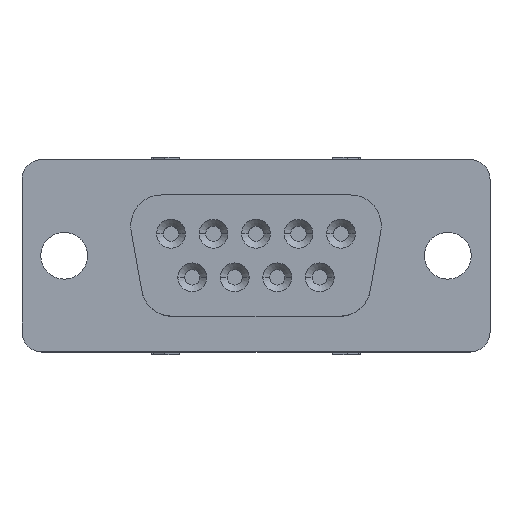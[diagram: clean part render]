
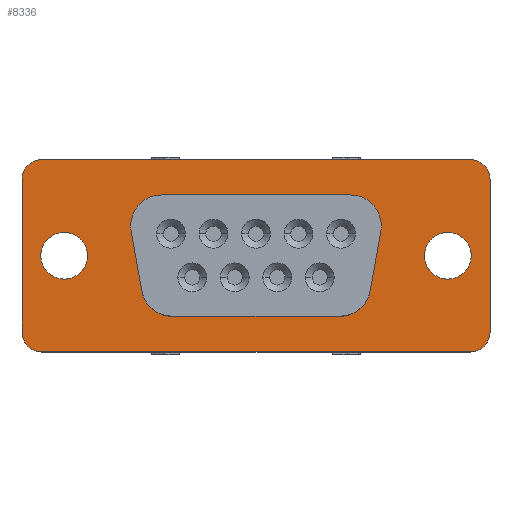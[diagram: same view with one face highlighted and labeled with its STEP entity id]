
A CAD part, top view. The second image highlights one B-rep face of the part: STEP entity #8336.
In plain terms, the highlighted planar face has unit normal (0, 0, 1).
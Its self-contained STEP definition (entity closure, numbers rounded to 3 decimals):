
#753=PLANE('',#8906);
#904=CIRCLE('',#8482,2.);
#907=CIRCLE('',#8486,2.);
#935=CIRCLE('',#8533,1.525);
#937=CIRCLE('',#8536,1.525);
#940=CIRCLE('',#8540,1.525);
#942=CIRCLE('',#8543,1.525);
#1042=CIRCLE('',#8879,2.);
#1044=CIRCLE('',#8883,2.);
#1047=CIRCLE('',#8887,2.);
#1048=CIRCLE('',#8890,2.);
#1050=CIRCLE('',#8895,1.3);
#1051=CIRCLE('',#8898,1.3);
#1052=CIRCLE('',#8901,1.3);
#1053=CIRCLE('',#8904,1.3);
#1098=VERTEX_POINT('',#10962);
#1100=VERTEX_POINT('',#10965);
#1103=VERTEX_POINT('',#10972);
#1105=VERTEX_POINT('',#10976);
#1160=VERTEX_POINT('',#11115);
#1162=VERTEX_POINT('',#11118);
#1164=VERTEX_POINT('',#11124);
#1166=VERTEX_POINT('',#11127);
#1552=VERTEX_POINT('',#12359);
#1554=VERTEX_POINT('',#12365);
#1556=VERTEX_POINT('',#12371);
#1559=VERTEX_POINT('',#12379);
#1560=VERTEX_POINT('',#12383);
#1562=VERTEX_POINT('',#12389);
#1564=VERTEX_POINT('',#12399);
#1565=VERTEX_POINT('',#12400);
#1566=VERTEX_POINT('',#12405);
#1567=VERTEX_POINT('',#12409);
#1568=VERTEX_POINT('',#12413);
#1569=VERTEX_POINT('',#12417);
#1570=VERTEX_POINT('',#12421);
#1571=VERTEX_POINT('',#12425);
#2394=VECTOR('',#10256,1.);
#2397=VECTOR('',#10266,1.);
#2402=VECTOR('',#10284,1.);
#2406=VECTOR('',#10295,1.);
#2410=VECTOR('',#10305,1.);
#2413=VECTOR('',#10313,1.);
#2416=VECTOR('',#10321,1.);
#2419=VECTOR('',#10329,1.);
#3337=LINE('',#12355,#2394);
#3340=LINE('',#12364,#2397);
#3345=LINE('',#12382,#2402);
#3349=LINE('',#12394,#2406);
#3353=LINE('',#12404,#2410);
#3356=LINE('',#12412,#2413);
#3359=LINE('',#12420,#2416);
#3362=LINE('',#12428,#2419);
#3737=EDGE_CURVE('',#1100,#1098,#904,.T.);
#3743=EDGE_CURVE('',#1103,#1105,#907,.T.);
#3808=EDGE_CURVE('',#1162,#1160,#935,.T.);
#3812=EDGE_CURVE('',#1166,#1164,#937,.T.);
#3816=EDGE_CURVE('',#1164,#1166,#940,.T.);
#3818=EDGE_CURVE('',#1160,#1162,#942,.T.);
#4418=EDGE_CURVE('',#1105,#1100,#3337,.T.);
#4420=EDGE_CURVE('',#1552,#1103,#1042,.T.);
#4423=EDGE_CURVE('',#1554,#1552,#3340,.T.);
#4426=EDGE_CURVE('',#1556,#1554,#1044,.T.);
#4431=EDGE_CURVE('',#1098,#1559,#1047,.T.);
#4432=EDGE_CURVE('',#1559,#1560,#3345,.T.);
#4435=EDGE_CURVE('',#1560,#1562,#1048,.T.);
#4438=EDGE_CURVE('',#1562,#1556,#3349,.T.);
#4440=EDGE_CURVE('',#1564,#1565,#1050,.T.);
#4443=EDGE_CURVE('',#1565,#1566,#3353,.T.);
#4445=EDGE_CURVE('',#1566,#1567,#1051,.T.);
#4447=EDGE_CURVE('',#1567,#1568,#3356,.T.);
#4449=EDGE_CURVE('',#1568,#1569,#1052,.T.);
#4451=EDGE_CURVE('',#1569,#1570,#3359,.T.);
#4453=EDGE_CURVE('',#1570,#1571,#1053,.T.);
#4455=EDGE_CURVE('',#1571,#1564,#3362,.T.);
#6291=ORIENTED_EDGE('',*,*,#3812,.T.);
#6292=ORIENTED_EDGE('',*,*,#3816,.T.);
#6293=ORIENTED_EDGE('',*,*,#3808,.T.);
#6294=ORIENTED_EDGE('',*,*,#3818,.T.);
#6295=ORIENTED_EDGE('',*,*,#4426,.T.);
#6296=ORIENTED_EDGE('',*,*,#4423,.T.);
#6297=ORIENTED_EDGE('',*,*,#4420,.T.);
#6298=ORIENTED_EDGE('',*,*,#3743,.T.);
#6299=ORIENTED_EDGE('',*,*,#4418,.T.);
#6300=ORIENTED_EDGE('',*,*,#3737,.T.);
#6301=ORIENTED_EDGE('',*,*,#4431,.T.);
#6302=ORIENTED_EDGE('',*,*,#4432,.T.);
#6303=ORIENTED_EDGE('',*,*,#4435,.T.);
#6304=ORIENTED_EDGE('',*,*,#4438,.T.);
#6305=ORIENTED_EDGE('',*,*,#4440,.F.);
#6306=ORIENTED_EDGE('',*,*,#4455,.F.);
#6307=ORIENTED_EDGE('',*,*,#4453,.F.);
#6308=ORIENTED_EDGE('',*,*,#4451,.F.);
#6309=ORIENTED_EDGE('',*,*,#4449,.F.);
#6310=ORIENTED_EDGE('',*,*,#4447,.F.);
#6311=ORIENTED_EDGE('',*,*,#4445,.F.);
#6312=ORIENTED_EDGE('',*,*,#4443,.F.);
#7453=EDGE_LOOP('',(#6291,#6292));
#7454=EDGE_LOOP('',(#6293,#6294));
#7455=EDGE_LOOP('',(#6295,#6296,#6297,#6298,#6299,#6300,#6301,#6302,#6303,
#6304));
#7456=EDGE_LOOP('',(#6305,#6306,#6307,#6308,#6309,#6310,#6311,#6312));
#7910=FACE_BOUND('',#7453,.T.);
#7911=FACE_BOUND('',#7454,.T.);
#7912=FACE_BOUND('',#7455,.T.);
#7913=FACE_BOUND('',#7456,.T.);
#8336=ADVANCED_FACE('',(#7910,#7911,#7912,#7913),#753,.T.);
#8482=AXIS2_PLACEMENT_3D('',#10964,#9104,#9105);
#8486=AXIS2_PLACEMENT_3D('',#10977,#9115,#9116);
#8533=AXIS2_PLACEMENT_3D('',#11117,#9246,#9247);
#8536=AXIS2_PLACEMENT_3D('',#11126,#9254,#9255);
#8540=AXIS2_PLACEMENT_3D('',#11133,#9263,#9264);
#8543=AXIS2_PLACEMENT_3D('',#11136,#9269,#9270);
#8879=AXIS2_PLACEMENT_3D('',#12358,#10260,#10261);
#8883=AXIS2_PLACEMENT_3D('',#12370,#10271,#10272);
#8887=AXIS2_PLACEMENT_3D('',#12380,#10281,#10282);
#8890=AXIS2_PLACEMENT_3D('',#12388,#10289,#10290);
#8895=AXIS2_PLACEMENT_3D('',#12398,#10300,#10301);
#8898=AXIS2_PLACEMENT_3D('',#12408,#10309,#10310);
#8901=AXIS2_PLACEMENT_3D('',#12416,#10317,#10318);
#8904=AXIS2_PLACEMENT_3D('',#12424,#10325,#10326);
#8906=AXIS2_PLACEMENT_3D('',#12429,#10330,$);
#9104=DIRECTION('',(0.,0.,-1.));
#9105=DIRECTION('',(2.,0.,0.));
#9115=DIRECTION('',(0.,0.,-1.));
#9116=DIRECTION('',(2.,0.,0.));
#9246=DIRECTION('',(0.,0.,-1.));
#9247=DIRECTION('',(1.525,0.,0.));
#9254=DIRECTION('',(0.,0.,-1.));
#9255=DIRECTION('',(1.525,0.,0.));
#9263=DIRECTION('',(0.,0.,-1.));
#9264=DIRECTION('',(1.525,0.,0.));
#9269=DIRECTION('',(0.,0.,-1.));
#9270=DIRECTION('',(1.525,0.,0.));
#10256=DIRECTION('',(1.,0.,0.));
#10260=DIRECTION('',(0.,0.,-1.));
#10261=DIRECTION('',(2.,0.,0.));
#10266=DIRECTION('',(-0.174,0.985,0.));
#10271=DIRECTION('',(0.,0.,-1.));
#10272=DIRECTION('',(2.,0.,0.));
#10281=DIRECTION('',(0.,0.,-1.));
#10282=DIRECTION('',(2.,0.,0.));
#10284=DIRECTION('',(-0.174,-0.985,0.));
#10289=DIRECTION('',(0.,0.,-1.));
#10290=DIRECTION('',(2.,0.,0.));
#10295=DIRECTION('',(-1.,0.,0.));
#10300=DIRECTION('',(0.,0.,-1.));
#10301=DIRECTION('',(1.3,0.,0.));
#10305=DIRECTION('',(0.,1.,0.));
#10309=DIRECTION('',(0.,0.,-1.));
#10310=DIRECTION('',(1.3,0.,0.));
#10313=DIRECTION('',(1.,0.,0.));
#10317=DIRECTION('',(0.,0.,-1.));
#10318=DIRECTION('',(1.3,0.,0.));
#10321=DIRECTION('',(0.,-1.,0.));
#10325=DIRECTION('',(0.,0.,-1.));
#10326=DIRECTION('',(1.3,0.,0.));
#10329=DIRECTION('',(-1.,0.,0.));
#10330=DIRECTION('',(0.,0.,1.));
#10962=CARTESIAN_POINT('',(8.165,1.95,0.));
#10964=CARTESIAN_POINT('',(6.165,1.95,0.));
#10965=CARTESIAN_POINT('',(6.165,3.95,0.));
#10972=CARTESIAN_POINT('',(-8.165,1.95,0.));
#10976=CARTESIAN_POINT('',(-6.165,3.95,0.));
#10977=CARTESIAN_POINT('',(-6.165,1.95,0.));
#11115=CARTESIAN_POINT('',(-10.975,0.,0.));
#11117=CARTESIAN_POINT('',(-12.5,0.,0.));
#11118=CARTESIAN_POINT('',(-14.025,0.,0.));
#11124=CARTESIAN_POINT('',(14.025,0.,0.));
#11126=CARTESIAN_POINT('',(12.5,0.,0.));
#11127=CARTESIAN_POINT('',(10.975,0.,0.));
#11133=CARTESIAN_POINT('',(12.5,0.,0.));
#11136=CARTESIAN_POINT('',(-12.5,0.,0.));
#12355=CARTESIAN_POINT('',(-6.165,3.95,0.));
#12358=CARTESIAN_POINT('',(-6.165,1.95,0.));
#12359=CARTESIAN_POINT('',(-8.135,1.603,0.));
#12364=CARTESIAN_POINT('',(-7.447,-2.297,0.));
#12365=CARTESIAN_POINT('',(-7.447,-2.297,0.));
#12370=CARTESIAN_POINT('',(-5.477,-1.95,0.));
#12371=CARTESIAN_POINT('',(-5.477,-3.95,0.));
#12379=CARTESIAN_POINT('',(8.135,1.603,0.));
#12380=CARTESIAN_POINT('',(6.165,1.95,0.));
#12382=CARTESIAN_POINT('',(8.135,1.603,0.));
#12383=CARTESIAN_POINT('',(7.447,-2.297,0.));
#12388=CARTESIAN_POINT('',(5.477,-1.95,0.));
#12389=CARTESIAN_POINT('',(5.477,-3.95,0.));
#12394=CARTESIAN_POINT('',(5.477,-3.95,0.));
#12398=CARTESIAN_POINT('',(-13.95,-4.975,0.));
#12399=CARTESIAN_POINT('',(-13.95,-6.275,0.));
#12400=CARTESIAN_POINT('',(-15.25,-4.975,0.));
#12404=CARTESIAN_POINT('',(-15.25,-4.975,0.));
#12405=CARTESIAN_POINT('',(-15.25,4.975,0.));
#12408=CARTESIAN_POINT('',(-13.95,4.975,0.));
#12409=CARTESIAN_POINT('',(-13.95,6.275,0.));
#12412=CARTESIAN_POINT('',(-13.95,6.275,0.));
#12413=CARTESIAN_POINT('',(13.95,6.275,0.));
#12416=CARTESIAN_POINT('',(13.95,4.975,0.));
#12417=CARTESIAN_POINT('',(15.25,4.975,0.));
#12420=CARTESIAN_POINT('',(15.25,4.975,0.));
#12421=CARTESIAN_POINT('',(15.25,-4.975,0.));
#12424=CARTESIAN_POINT('',(13.95,-4.975,0.));
#12425=CARTESIAN_POINT('',(13.95,-6.275,0.));
#12428=CARTESIAN_POINT('',(13.95,-6.275,0.));
#12429=CARTESIAN_POINT('',(0.,0.,0.));
